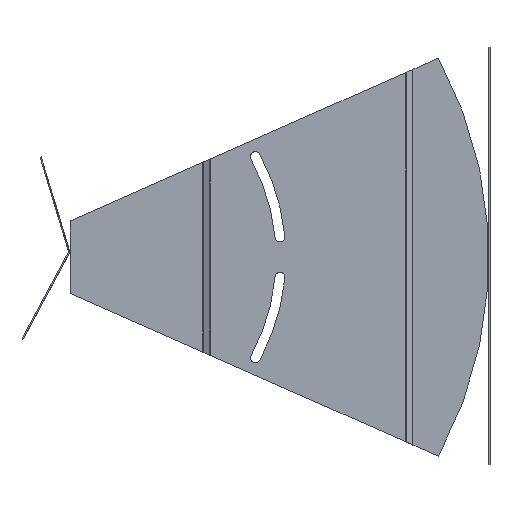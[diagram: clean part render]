
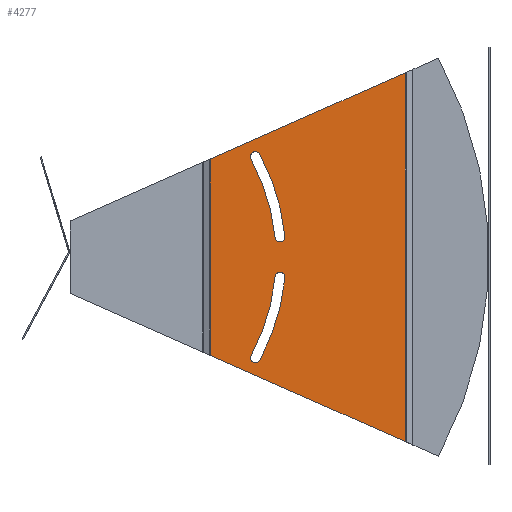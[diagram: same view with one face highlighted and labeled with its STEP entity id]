
A CAD part, front view. The second image highlights one B-rep face of the part: STEP entity #4277.
In plain terms, the highlighted face is planar.
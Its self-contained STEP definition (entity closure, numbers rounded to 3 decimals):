
#104 = AXIS2_PLACEMENT_3D ( 'NONE', #1232, #1233, #1234 ) ;
#105 = AXIS2_PLACEMENT_3D ( 'NONE', #682, #683, #684 ) ;
#106 = AXIS2_PLACEMENT_3D ( 'NONE', #685, #686, #687 ) ;
#107 = AXIS2_PLACEMENT_3D ( 'NONE', #688, #689, #690 ) ;
#108 = AXIS2_PLACEMENT_3D ( 'NONE', #693, #694, #695 ) ;
#109 = AXIS2_PLACEMENT_3D ( 'NONE', #696, #697, #698 ) ;
#110 = AXIS2_PLACEMENT_3D ( 'NONE', #704, #705, #707 ) ;
#111 = AXIS2_PLACEMENT_3D ( 'NONE', #713, #714, #715 ) ;
#219 = DIRECTION ( 'NONE',  ( -1., 0., 0. ) ) ;
#222 = CARTESIAN_POINT ( 'NONE',  ( 3.3, 99.118, 200. ) ) ;
#224 = PLANE ( 'NONE',  #1489 ) ;
#226 = DIRECTION ( 'NONE',  ( 0., 0., 1. ) ) ;
#682 = CARTESIAN_POINT ( 'NONE',  ( 3.3, 148.314, -14.281 ) ) ;
#683 = DIRECTION ( 'NONE',  ( 1., 0., 0. ) ) ;
#684 = DIRECTION ( 'NONE',  ( 0., -1., 0. ) ) ;
#685 = CARTESIAN_POINT ( 'NONE',  ( 3.3, 0., 0. ) ) ;
#686 = DIRECTION ( 'NONE',  ( 1., 0., 0. ) ) ;
#687 = DIRECTION ( 'NONE',  ( 0., -1., 0. ) ) ;
#688 = CARTESIAN_POINT ( 'NONE',  ( 3.3, 130.944, -71.097 ) ) ;
#689 = DIRECTION ( 'NONE',  ( 1., 0., 0. ) ) ;
#690 = DIRECTION ( 'NONE',  ( 0., -1., 0. ) ) ;
#693 = CARTESIAN_POINT ( 'NONE',  ( 3.3, 130.944, 71.097 ) ) ;
#694 = DIRECTION ( 'NONE',  ( 1., 0., 0. ) ) ;
#695 = DIRECTION ( 'NONE',  ( 0., 1., 0. ) ) ;
#696 = CARTESIAN_POINT ( 'NONE',  ( 3.3, 0., 0. ) ) ;
#697 = DIRECTION ( 'NONE',  ( 1., 0., 0. ) ) ;
#698 = DIRECTION ( 'NONE',  ( 0., 1., 0. ) ) ;
#699 = CARTESIAN_POINT ( 'NONE',  ( 3.3, 260.368, -140.8 ) ) ;
#702 = DIRECTION ( 'NONE',  ( 0., -0.915, 0.404 ) ) ;
#704 = CARTESIAN_POINT ( 'NONE',  ( 3.3, 148.314, 14.281 ) ) ;
#705 = DIRECTION ( 'NONE',  ( 1., 0., 0. ) ) ;
#707 = DIRECTION ( 'NONE',  ( 0., 1., 0. ) ) ;
#711 = CARTESIAN_POINT ( 'NONE',  ( 3.3, 260.368, 140.8 ) ) ;
#713 = CARTESIAN_POINT ( 'NONE',  ( 3.3, 0., 0. ) ) ;
#714 = DIRECTION ( 'NONE',  ( -1., 0., 0. ) ) ;
#715 = DIRECTION ( 'NONE',  ( 0., 1., 0. ) ) ;
#718 = CARTESIAN_POINT ( 'NONE',  ( 3.3, 236.882, 200. ) ) ;
#720 = DIRECTION ( 'NONE',  ( 0., 0., -1. ) ) ;
#721 = DIRECTION ( 'NONE',  ( 0., 0.915, 0.404 ) ) ;
#972 = CARTESIAN_POINT ( 'NONE',  ( 3.3, 134.02, 72.767 ) ) ;
#999 = CARTESIAN_POINT ( 'NONE',  ( 3.3, 127.868, -69.427 ) ) ;
#1000 = CARTESIAN_POINT ( 'NONE',  ( 3.3, 99.118, -69.486 ) ) ;
#1002 = CARTESIAN_POINT ( 'NONE',  ( 3.3, 99.118, 69.486 ) ) ;
#1004 = CARTESIAN_POINT ( 'NONE',  ( 3.3, 127.868, 69.427 ) ) ;
#1007 = CARTESIAN_POINT ( 'NONE',  ( 3.3, 134.02, -72.767 ) ) ;
#1058 = CARTESIAN_POINT ( 'NONE',  ( 3.3, 151.798, -14.616 ) ) ;
#1060 = CARTESIAN_POINT ( 'NONE',  ( 3.3, 144.83, -13.946 ) ) ;
#1071 = CARTESIAN_POINT ( 'NONE',  ( 3.3, 236.882, -130.413 ) ) ;
#1072 = CARTESIAN_POINT ( 'NONE',  ( 3.3, 144.83, 13.946 ) ) ;
#1074 = CARTESIAN_POINT ( 'NONE',  ( 3.3, 236.882, 130.413 ) ) ;
#1079 = CARTESIAN_POINT ( 'NONE',  ( 3.3, 151.798, 14.616 ) ) ;
#1227 = CARTESIAN_POINT ( 'NONE',  ( 3.3, 99.118, 200. ) ) ;
#1229 = DIRECTION ( 'NONE',  ( 0., 0., -1. ) ) ;
#1232 = CARTESIAN_POINT ( 'NONE',  ( 3.3, 0., 0. ) ) ;
#1233 = DIRECTION ( 'NONE',  ( -1., 0., 0. ) ) ;
#1234 = DIRECTION ( 'NONE',  ( 0., -1., 0. ) ) ;
#1489 = AXIS2_PLACEMENT_3D ( 'NONE', #222, #219, #226 ) ;
#1927 = EDGE_LOOP ( 'NONE', ( #3265, #3266, #3267, #3268 ) ) ;
#1928 = EDGE_LOOP ( 'NONE', ( #3257, #3258, #3259, #3260 ) ) ;
#1930 = EDGE_LOOP ( 'NONE', ( #3261, #3262, #3263, #3264 ) ) ;
#2573 = VERTEX_POINT ( 'NONE', #972 ) ;
#2593 = VERTEX_POINT ( 'NONE', #1000 ) ;
#2597 = VERTEX_POINT ( 'NONE', #1004 ) ;
#2599 = VERTEX_POINT ( 'NONE', #999 ) ;
#2601 = VERTEX_POINT ( 'NONE', #1007 ) ;
#2602 = VERTEX_POINT ( 'NONE', #1002 ) ;
#2655 = VERTEX_POINT ( 'NONE', #1058 ) ;
#2659 = VERTEX_POINT ( 'NONE', #1060 ) ;
#2670 = VERTEX_POINT ( 'NONE', #1071 ) ;
#2671 = VERTEX_POINT ( 'NONE', #1072 ) ;
#2673 = VERTEX_POINT ( 'NONE', #1074 ) ;
#2678 = VERTEX_POINT ( 'NONE', #1079 ) ;
#2984 = EDGE_CURVE ( 'NONE', #2602, #2593, #3643, .T. ) ;
#2986 = EDGE_CURVE ( 'NONE', #2659, #2599, #3646, .T. ) ;
#2987 = EDGE_CURVE ( 'NONE', #2655, #2659, #3647, .T. ) ;
#2988 = EDGE_CURVE ( 'NONE', #2601, #2655, #3648, .T. ) ;
#2989 = EDGE_CURVE ( 'NONE', #2599, #2601, #3649, .T. ) ;
#2990 = EDGE_CURVE ( 'NONE', #2573, #2597, #3650, .T. ) ;
#2991 = EDGE_CURVE ( 'NONE', #2678, #2573, #3651, .T. ) ;
#2993 = EDGE_CURVE ( 'NONE', #2671, #2678, #3653, .T. ) ;
#2994 = EDGE_CURVE ( 'NONE', #2597, #2671, #3656, .T. ) ;
#2995 = EDGE_CURVE ( 'NONE', #2670, #2593, #3657, .T. ) ;
#2996 = EDGE_CURVE ( 'NONE', #2673, #2670, #3658, .T. ) ;
#2997 = EDGE_CURVE ( 'NONE', #2602, #2673, #3644, .T. ) ;
#3257 = ORIENTED_EDGE ( 'NONE', *, *, #2986, .F. ) ;
#3258 = ORIENTED_EDGE ( 'NONE', *, *, #2987, .F. ) ;
#3259 = ORIENTED_EDGE ( 'NONE', *, *, #2988, .F. ) ;
#3260 = ORIENTED_EDGE ( 'NONE', *, *, #2989, .F. ) ;
#3261 = ORIENTED_EDGE ( 'NONE', *, *, #2990, .F. ) ;
#3262 = ORIENTED_EDGE ( 'NONE', *, *, #2991, .F. ) ;
#3263 = ORIENTED_EDGE ( 'NONE', *, *, #2993, .F. ) ;
#3264 = ORIENTED_EDGE ( 'NONE', *, *, #2994, .F. ) ;
#3265 = ORIENTED_EDGE ( 'NONE', *, *, #2984, .T. ) ;
#3266 = ORIENTED_EDGE ( 'NONE', *, *, #2995, .F. ) ;
#3267 = ORIENTED_EDGE ( 'NONE', *, *, #2996, .F. ) ;
#3268 = ORIENTED_EDGE ( 'NONE', *, *, #2997, .F. ) ;
#3643 = LINE ( 'NONE', #1227, #3645 ) ;
#3644 = LINE ( 'NONE', #711, #3661 ) ;
#3645 = VECTOR ( 'NONE', #1229, 1000. ) ;
#3646 = CIRCLE ( 'NONE', #104, 145.5 ) ;
#3647 = CIRCLE ( 'NONE', #105, 3.5 ) ;
#3648 = CIRCLE ( 'NONE', #106, 152.5 ) ;
#3649 = CIRCLE ( 'NONE', #107, 3.5 ) ;
#3650 = CIRCLE ( 'NONE', #108, 3.5 ) ;
#3651 = CIRCLE ( 'NONE', #109, 152.5 ) ;
#3653 = CIRCLE ( 'NONE', #110, 3.5 ) ;
#3656 = CIRCLE ( 'NONE', #111, 145.5 ) ;
#3657 = LINE ( 'NONE', #699, #3659 ) ;
#3658 = LINE ( 'NONE', #718, #3660 ) ;
#3659 = VECTOR ( 'NONE', #702, 1000. ) ;
#3660 = VECTOR ( 'NONE', #720, 1000. ) ;
#3661 = VECTOR ( 'NONE', #721, 1000. ) ;
#3920 = FACE_OUTER_BOUND ( 'NONE', #1927, .T. ) ;
#3922 = FACE_BOUND ( 'NONE', #1928, .T. ) ;
#3926 = FACE_BOUND ( 'NONE', #1930, .T. ) ;
#4277 = ADVANCED_FACE ( 'NONE', ( #3922, #3926, #3920 ), #224, .F. ) ;
